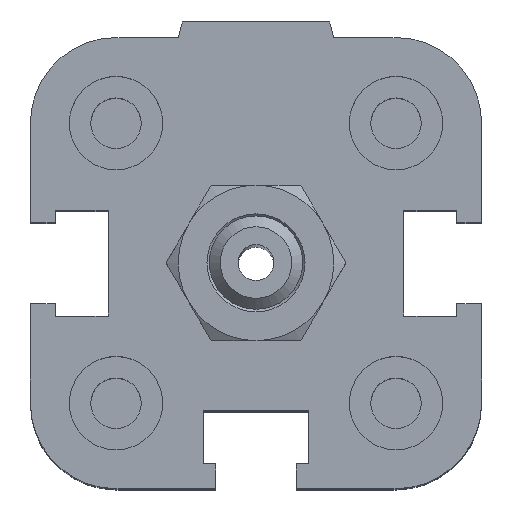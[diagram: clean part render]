
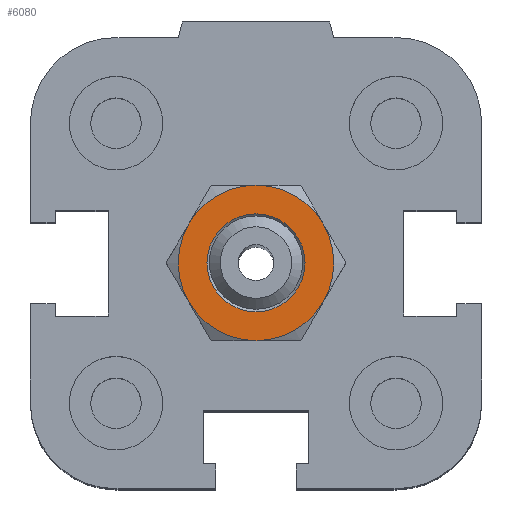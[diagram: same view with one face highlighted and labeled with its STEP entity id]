
A CAD part, top view. The second image highlights one B-rep face of the part: STEP entity #6080.
In plain terms, the highlighted planar face has unit normal (0, 0, 1).
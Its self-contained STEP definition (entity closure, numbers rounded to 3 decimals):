
#5443=CARTESIAN_POINT('',(3.15,0.0,4.0));
#5444=VERTEX_POINT('',#5443);
#5445=CARTESIAN_POINT('',(0.0,0.0,4.0));
#5446=DIRECTION('',(0.0,0.0,-1.0));
#5447=DIRECTION('',(1.0,0.0,0.0));
#5448=AXIS2_PLACEMENT_3D('',#5445,#5446,#5447);
#5449=CIRCLE('',#5448,3.15);
#5450=EDGE_CURVE('',#5444,#5444,#5449,.T.);
#5465=CARTESIAN_POINT('',(-4.33,2.5,4.0));
#5466=VERTEX_POINT('',#5465);
#5480=CARTESIAN_POINT('',(-4.33,-2.5,4.0));
#5481=VERTEX_POINT('',#5480);
#5495=CARTESIAN_POINT('',(0.0,0.0,4.0));
#5496=DIRECTION('',(0.0,0.0,1.0));
#5497=DIRECTION('',(-1.0,0.0,0.0));
#5498=AXIS2_PLACEMENT_3D('',#5495,#5496,#5497);
#5499=CIRCLE('',#5498,5.0);
#5500=EDGE_CURVE('',#5466,#5481,#5499,.T.);
#5512=CARTESIAN_POINT('',(0.0,5.0,4.0));
#5513=VERTEX_POINT('',#5512);
#5540=CARTESIAN_POINT('',(0.0,0.0,4.0));
#5541=DIRECTION('',(0.0,0.0,1.0));
#5542=DIRECTION('',(-1.0,0.0,0.0));
#5543=AXIS2_PLACEMENT_3D('',#5540,#5541,#5542);
#5544=CIRCLE('',#5543,5.0);
#5545=EDGE_CURVE('',#5513,#5466,#5544,.T.);
#5557=CARTESIAN_POINT('',(4.33,2.5,4.0));
#5558=VERTEX_POINT('',#5557);
#5585=CARTESIAN_POINT('',(0.0,0.0,4.0));
#5586=DIRECTION('',(0.0,0.0,1.0));
#5587=DIRECTION('',(-1.0,0.0,0.0));
#5588=AXIS2_PLACEMENT_3D('',#5585,#5586,#5587);
#5589=CIRCLE('',#5588,5.0);
#5590=EDGE_CURVE('',#5558,#5513,#5589,.T.);
#5615=CARTESIAN_POINT('',(4.33,-2.5,4.0));
#5616=VERTEX_POINT('',#5615);
#5617=CARTESIAN_POINT('',(0.0,0.0,4.0));
#5618=DIRECTION('',(0.0,0.0,1.0));
#5619=DIRECTION('',(-1.0,0.0,0.0));
#5620=AXIS2_PLACEMENT_3D('',#5617,#5618,#5619);
#5621=CIRCLE('',#5620,5.0);
#5622=EDGE_CURVE('',#5616,#5558,#5621,.T.);
#5660=CARTESIAN_POINT('',(0.,-5.,4.0));
#5661=VERTEX_POINT('',#5660);
#5662=CARTESIAN_POINT('',(0.0,0.0,4.0));
#5663=DIRECTION('',(0.0,0.0,1.0));
#5664=DIRECTION('',(-1.0,0.0,0.0));
#5665=AXIS2_PLACEMENT_3D('',#5662,#5663,#5664);
#5666=CIRCLE('',#5665,5.0);
#5667=EDGE_CURVE('',#5661,#5616,#5666,.T.);
#5705=CARTESIAN_POINT('',(0.0,0.0,4.0));
#5706=DIRECTION('',(0.0,0.0,1.0));
#5707=DIRECTION('',(-1.0,0.0,0.0));
#5708=AXIS2_PLACEMENT_3D('',#5705,#5706,#5707);
#5709=CIRCLE('',#5708,5.0);
#5710=EDGE_CURVE('',#5481,#5661,#5709,.T.);
#6064=CARTESIAN_POINT('',(0.,0.,4.0));
#6065=DIRECTION('',(0.0,0.0,1.0));
#6066=DIRECTION('',(1.0,0.0,0.0));
#6067=AXIS2_PLACEMENT_3D('',#6064,#6065,#6066);
#6068=PLANE('',#6067);
#6069=ORIENTED_EDGE('',*,*,#5710,.T.);
#6070=ORIENTED_EDGE('',*,*,#5667,.T.);
#6071=ORIENTED_EDGE('',*,*,#5622,.T.);
#6072=ORIENTED_EDGE('',*,*,#5590,.T.);
#6073=ORIENTED_EDGE('',*,*,#5545,.T.);
#6074=ORIENTED_EDGE('',*,*,#5500,.T.);
#6075=EDGE_LOOP('',(#6069,#6070,#6071,#6072,#6073,#6074));
#6076=FACE_OUTER_BOUND('',#6075,.T.);
#6077=ORIENTED_EDGE('',*,*,#5450,.T.);
#6078=EDGE_LOOP('',(#6077));
#6079=FACE_BOUND('',#6078,.T.);
#6080=ADVANCED_FACE('',(#6076,#6079),#6068,.T.);
